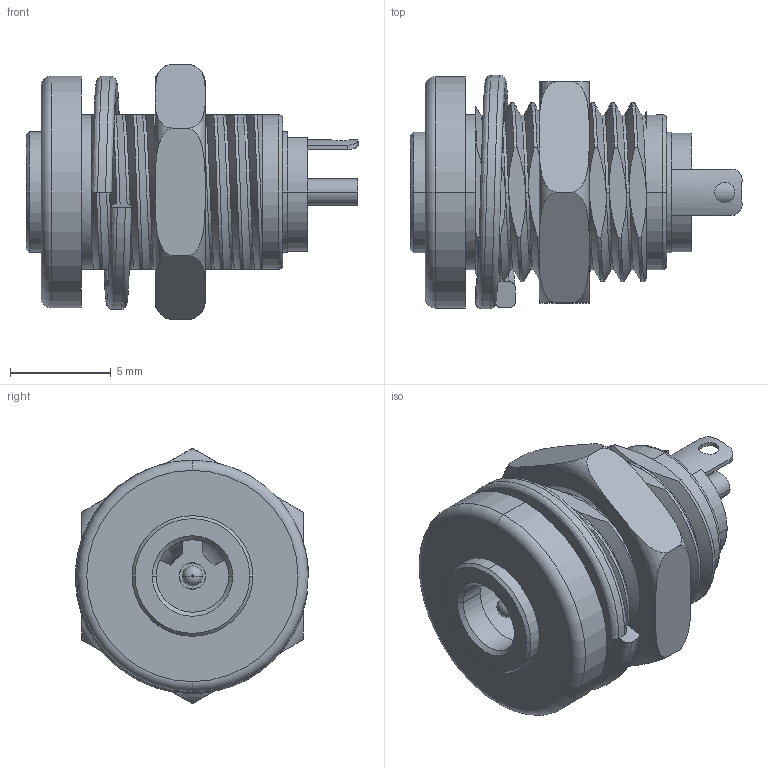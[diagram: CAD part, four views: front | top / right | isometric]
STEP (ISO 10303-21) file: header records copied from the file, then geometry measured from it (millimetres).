
FILE_DESCRIPTION (( 'STEP AP203' ), '1' );
FILE_NAME ('54-00264_revA.STEP', '2020-10-01T16:25:16', ( '' ), ( '' ), 'SwSTEP 2.0', 'SolidWorks 2015', '' );
FILE_SCHEMA (( 'CONFIG_CONTROL_DESIGN' ));
Length unit declared in the file: millimetre
Products named in the file (9): 50-00674 shell; 50-00674; 54-00264_revA; 50-00674 insulator; 56-00020; 54-00674_center pin; 50-00674 spring contact; 24-00354; 56-00021_Helical - Render
Assembly tree (8 placements, depth 3):
  54-00264_revA
    24-00354
    50-00674
      50-00674 spring contact
      50-00674 insulator
      50-00674 shell
      54-00674_center pin
    56-00021_Helical - Render
    56-00020
Bounding box: 16.5 x 11.59 x 12.7 mm (x, y, z)
Volume: 775.4 mm3; surface area: 2062.5 mm2
Topology: 7 solids, 7 shells, 258 faces, 616 edges, 376 vertices
Faces by surface type: cylinder 110, plane 72, bspline 56, torus 10, cone 10
Entity records: 24445 total; most frequent: CARTESIAN_POINT 18217, ORIENTED_EDGE 1218, DIRECTION 975, EDGE_CURVE 609, AXIS2_PLACEMENT_3D 391, VERTEX_POINT 376, EDGE_LOOP 281, ADVANCED_FACE 258
